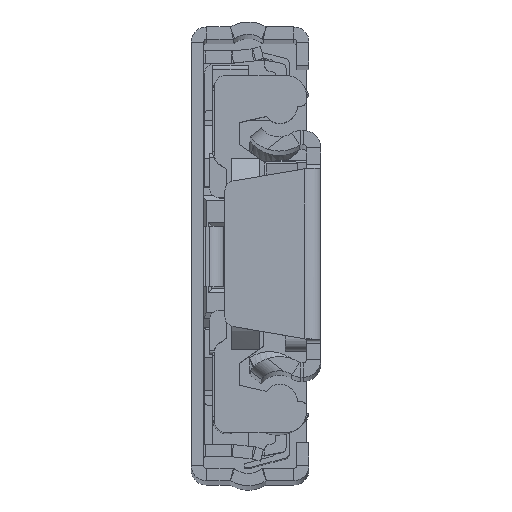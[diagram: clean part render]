
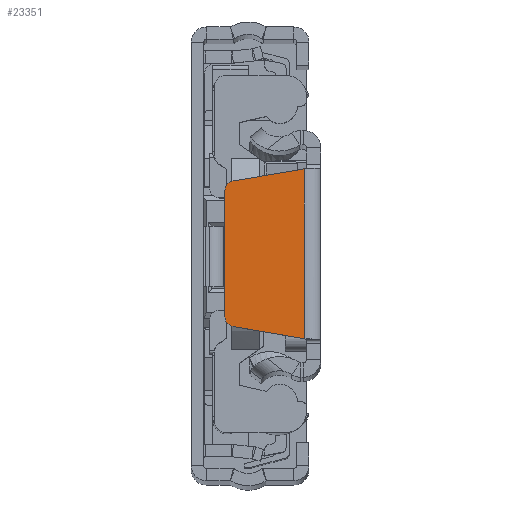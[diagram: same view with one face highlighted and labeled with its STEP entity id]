
A CAD part, top view. The second image highlights one B-rep face of the part: STEP entity #23351.
In plain terms, the highlighted planar face has unit normal (0, 0, 1).
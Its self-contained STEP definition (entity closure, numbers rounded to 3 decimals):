
#448 = ORIENTED_EDGE ( 'NONE', *, *, #6042, .F. ) ;
#493 = EDGE_LOOP ( 'NONE', ( #12563, #25132, #448, #13406, #19135, #25677 ) ) ;
#888 = VECTOR ( 'NONE', #18643, 1000. ) ;
#1315 = VECTOR ( 'NONE', #19459, 1000. ) ;
#1451 = EDGE_CURVE ( 'NONE', #18103, #30620, #21917, .T. ) ;
#1539 = AXIS2_PLACEMENT_3D ( 'NONE', #9739, #26198, #4741 ) ;
#2389 = VERTEX_POINT ( 'NONE', #25924 ) ;
#2399 = DIRECTION ( 'NONE',  ( -1., 0., 0. ) ) ;
#2734 = LINE ( 'NONE', #12297, #1315 ) ;
#4741 = DIRECTION ( 'NONE',  ( -1., 0., 0. ) ) ;
#5316 = AXIS2_PLACEMENT_3D ( 'NONE', #22114, #14304, #2399 ) ;
#5426 = AXIS2_PLACEMENT_3D ( 'NONE', #13616, #22843, #25342 ) ;
#5680 = EDGE_CURVE ( 'NONE', #30620, #2389, #2734, .T. ) ;
#6042 = EDGE_CURVE ( 'NONE', #2389, #22556, #17307, .T. ) ;
#9739 = CARTESIAN_POINT ( 'NONE',  ( -8.4, 6.156, 0. ) ) ;
#10989 = CARTESIAN_POINT ( 'NONE',  ( -9.4, -6.156, 0. ) ) ;
#12297 = CARTESIAN_POINT ( 'NONE',  ( -9.4, 6.156, 0. ) ) ;
#12306 = CARTESIAN_POINT ( 'NONE',  ( -1.6, 8.333, 0. ) ) ;
#12391 = CARTESIAN_POINT ( 'NONE',  ( -1.6, -8.333, 0. ) ) ;
#12469 = CARTESIAN_POINT ( 'NONE',  ( -8.568, -7.142, 0. ) ) ;
#12563 = ORIENTED_EDGE ( 'NONE', *, *, #29634, .F. ) ;
#12664 = VECTOR ( 'NONE', #29054, 1000. ) ;
#13406 = ORIENTED_EDGE ( 'NONE', *, *, #5680, .F. ) ;
#13492 = CARTESIAN_POINT ( 'NONE',  ( -1.6, -8.333, 0. ) ) ;
#13616 = CARTESIAN_POINT ( 'NONE',  ( -8.4, -6.156, 0. ) ) ;
#14304 = DIRECTION ( 'NONE',  ( 0., 0., -1. ) ) ;
#15149 = VERTEX_POINT ( 'NONE', #12306 ) ;
#17307 = CIRCLE ( 'NONE', #5316, 1. ) ;
#17792 = EDGE_CURVE ( 'NONE', #17993, #18103, #19477, .T. ) ;
#17993 = VERTEX_POINT ( 'NONE', #12391 ) ;
#18103 = VERTEX_POINT ( 'NONE', #27088 ) ;
#18477 = LINE ( 'NONE', #13492, #888 ) ;
#18643 = DIRECTION ( 'NONE',  ( 0., -1., 0. ) ) ;
#18776 = EDGE_CURVE ( 'NONE', #22556, #15149, #30362, .T. ) ;
#19135 = ORIENTED_EDGE ( 'NONE', *, *, #1451, .F. ) ;
#19459 = DIRECTION ( 'NONE',  ( 0., 1., 0. ) ) ;
#19477 = LINE ( 'NONE', #12469, #12664 ) ;
#21205 = PLANE ( 'NONE',  #1539 ) ;
#21917 = CIRCLE ( 'NONE', #5426, 1. ) ;
#22114 = CARTESIAN_POINT ( 'NONE',  ( -8.4, 6.156, 0. ) ) ;
#22556 = VERTEX_POINT ( 'NONE', #29679 ) ;
#22686 = CARTESIAN_POINT ( 'NONE',  ( -1.5, 8.35, 0. ) ) ;
#22843 = DIRECTION ( 'NONE',  ( 0., 0., -1. ) ) ;
#23351 = ADVANCED_FACE ( 'NONE', ( #28707 ), #21205, .F. ) ;
#24941 = VECTOR ( 'NONE', #27998, 1000. ) ;
#25132 = ORIENTED_EDGE ( 'NONE', *, *, #18776, .F. ) ;
#25342 = DIRECTION ( 'NONE',  ( -1., 0., 0. ) ) ;
#25677 = ORIENTED_EDGE ( 'NONE', *, *, #17792, .F. ) ;
#25924 = CARTESIAN_POINT ( 'NONE',  ( -9.4, 6.156, 0. ) ) ;
#26198 = DIRECTION ( 'NONE',  ( 0., 0., -1. ) ) ;
#27088 = CARTESIAN_POINT ( 'NONE',  ( -8.568, -7.142, 0. ) ) ;
#27998 = DIRECTION ( 'NONE',  ( 0.986, 0.168, 0. ) ) ;
#28707 = FACE_OUTER_BOUND ( 'NONE', #493, .T. ) ;
#29054 = DIRECTION ( 'NONE',  ( -0.986, 0.168, 0. ) ) ;
#29634 = EDGE_CURVE ( 'NONE', #15149, #17993, #18477, .T. ) ;
#29679 = CARTESIAN_POINT ( 'NONE',  ( -8.568, 7.142, 0. ) ) ;
#30362 = LINE ( 'NONE', #22686, #24941 ) ;
#30620 = VERTEX_POINT ( 'NONE', #10989 ) ;
